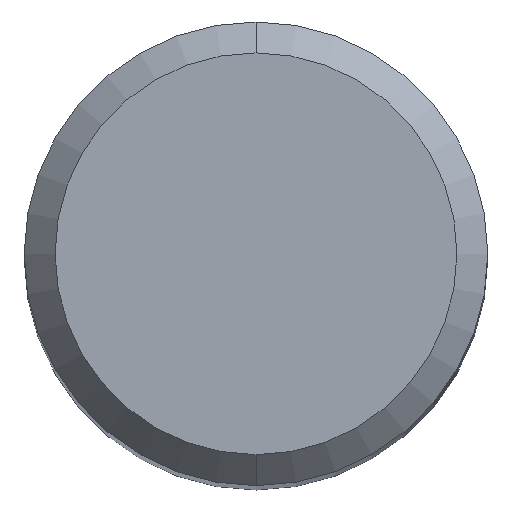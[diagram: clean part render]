
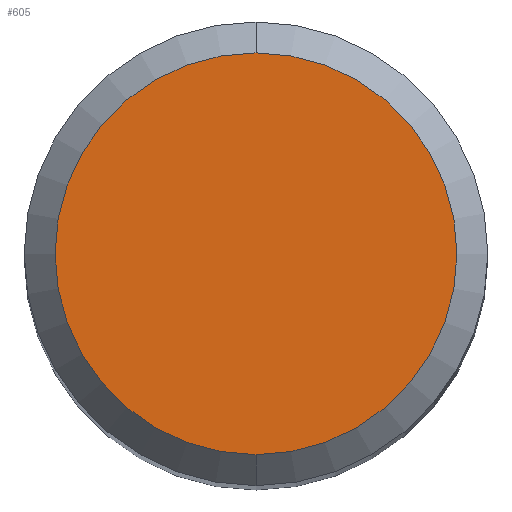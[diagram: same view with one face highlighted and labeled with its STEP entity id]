
A CAD part, top view. The second image highlights one B-rep face of the part: STEP entity #605.
In plain terms, the highlighted planar face has unit normal (0, 0, 1).
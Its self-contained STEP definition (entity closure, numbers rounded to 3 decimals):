
#523=EDGE_CURVE('',#917,#713,#1221,.T.);
#605=ADVANCED_FACE('',(#1310),#1311,.T.);
#713=VERTEX_POINT('',#1434);
#807=EDGE_CURVE('',#713,#917,#1540,.T.);
#917=VERTEX_POINT('',#1661);
#1221=CIRCLE('',#2568,2.6);
#1310=FACE_OUTER_BOUND('',#2794,.T.);
#1311=PLANE('',#2795);
#1434=CARTESIAN_POINT('',(0.0,2.6,0.0));
#1540=CIRCLE('',#3984,2.6);
#1661=CARTESIAN_POINT('',(0.,-2.6,0.0));
#2568=AXIS2_PLACEMENT_3D('',#4859,#4860,#4861);
#2794=EDGE_LOOP('',(#4946,#4947));
#2795=AXIS2_PLACEMENT_3D('',#4948,#4949,#4950);
#3984=AXIS2_PLACEMENT_3D('',#5223,#5224,#5225);
#4859=CARTESIAN_POINT('',(0.0,0.0,0.0));
#4860=DIRECTION('',(0.0,0.0,-1.0));
#4861=DIRECTION('',(0.0,1.0,0.0));
#4946=ORIENTED_EDGE('',*,*,#807,.F.);
#4947=ORIENTED_EDGE('',*,*,#523,.F.);
#4948=CARTESIAN_POINT('',(0.0,1.3,0.0));
#4949=DIRECTION('',(-0.0,0.0,1.0));
#4950=DIRECTION('',(0.0,-1.0,0.0));
#5223=CARTESIAN_POINT('',(0.0,0.0,0.0));
#5224=DIRECTION('',(0.0,0.0,-1.0));
#5225=DIRECTION('',(0.0,1.0,0.0));
